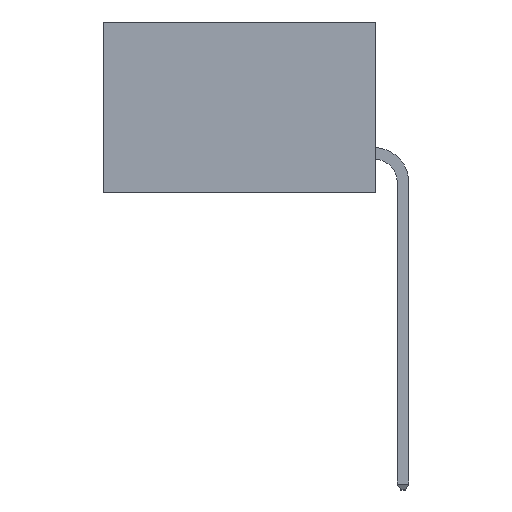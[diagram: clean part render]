
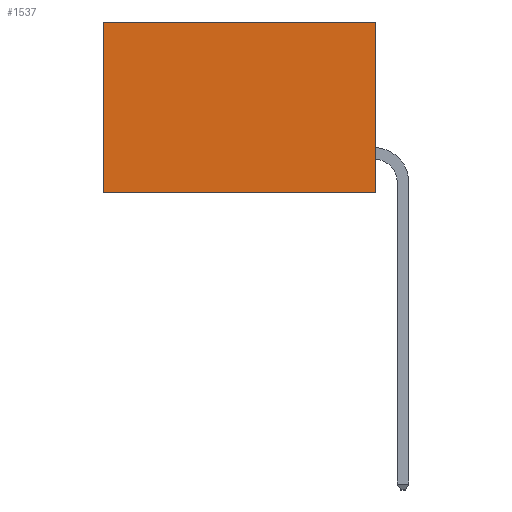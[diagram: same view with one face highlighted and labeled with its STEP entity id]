
A CAD part, left-side view. The second image highlights one B-rep face of the part: STEP entity #1537.
In plain terms, the highlighted planar face has unit normal (-1, 0, 0).
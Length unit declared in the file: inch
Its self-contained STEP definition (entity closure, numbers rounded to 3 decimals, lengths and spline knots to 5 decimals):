
#78 = VERTEX_POINT ( 'NONE', #3779 ) ;
#889 = FACE_OUTER_BOUND ( 'NONE', #9143, .T. ) ;
#1537 = ADVANCED_FACE ( 'NONE', ( #889 ), #4145, .F. ) ;
#1919 = LINE ( 'NONE', #10492, #6198 ) ;
#1929 = CARTESIAN_POINT ( 'NONE',  ( 0.277, 0., -0.37 ) ) ;
#2064 = DIRECTION ( 'NONE',  ( 0., 0., -1. ) ) ;
#2074 = CARTESIAN_POINT ( 'NONE',  ( 0.277, 0.59, -0.37 ) ) ;
#2192 = DIRECTION ( 'NONE',  ( 0., 0., -1. ) ) ;
#2423 = ORIENTED_EDGE ( 'NONE', *, *, #8322, .F. ) ;
#2620 = AXIS2_PLACEMENT_3D ( 'NONE', #9691, #5394, #10515 ) ;
#3012 = VECTOR ( 'NONE', #2064, 39.37008 ) ;
#3319 = CARTESIAN_POINT ( 'NONE',  ( 0.277, 0., -0.37 ) ) ;
#3779 = CARTESIAN_POINT ( 'NONE',  ( 0.277, 0.59, 0. ) ) ;
#3860 = CARTESIAN_POINT ( 'NONE',  ( 0.277, 0., 0. ) ) ;
#4145 = PLANE ( 'NONE',  #2620 ) ;
#4593 = VERTEX_POINT ( 'NONE', #8250 ) ;
#4660 = ORIENTED_EDGE ( 'NONE', *, *, #9055, .F. ) ;
#5221 = LINE ( 'NONE', #3319, #7436 ) ;
#5259 = LINE ( 'NONE', #2074, #3012 ) ;
#5344 = VERTEX_POINT ( 'NONE', #3860 ) ;
#5394 = DIRECTION ( 'NONE',  ( 1., 0., 0. ) ) ;
#5467 = DIRECTION ( 'NONE',  ( 0., 1., 0. ) ) ;
#6198 = VECTOR ( 'NONE', #10195, 39.37008 ) ;
#6400 = EDGE_CURVE ( 'NONE', #78, #9737, #5259, .T. ) ;
#7436 = VECTOR ( 'NONE', #5467, 39.37008 ) ;
#8250 = CARTESIAN_POINT ( 'NONE',  ( 0.277, 0., -0.37 ) ) ;
#8322 = EDGE_CURVE ( 'NONE', #4593, #9737, #5221, .T. ) ;
#8434 = EDGE_CURVE ( 'NONE', #5344, #78, #1919, .T. ) ;
#8786 = ORIENTED_EDGE ( 'NONE', *, *, #6400, .T. ) ;
#9052 = VECTOR ( 'NONE', #2192, 39.37008 ) ;
#9053 = ORIENTED_EDGE ( 'NONE', *, *, #8434, .T. ) ;
#9055 = EDGE_CURVE ( 'NONE', #5344, #4593, #9288, .T. ) ;
#9143 = EDGE_LOOP ( 'NONE', ( #8786, #2423, #4660, #9053 ) ) ;
#9252 = CARTESIAN_POINT ( 'NONE',  ( 0.277, 0.59, -0.37 ) ) ;
#9288 = LINE ( 'NONE', #1929, #9052 ) ;
#9691 = CARTESIAN_POINT ( 'NONE',  ( 0.277, 0., -0.37 ) ) ;
#9737 = VERTEX_POINT ( 'NONE', #9252 ) ;
#10195 = DIRECTION ( 'NONE',  ( 0., 1., 0. ) ) ;
#10492 = CARTESIAN_POINT ( 'NONE',  ( 0.277, 0., 0. ) ) ;
#10515 = DIRECTION ( 'NONE',  ( 0., 0., -1. ) ) ;
